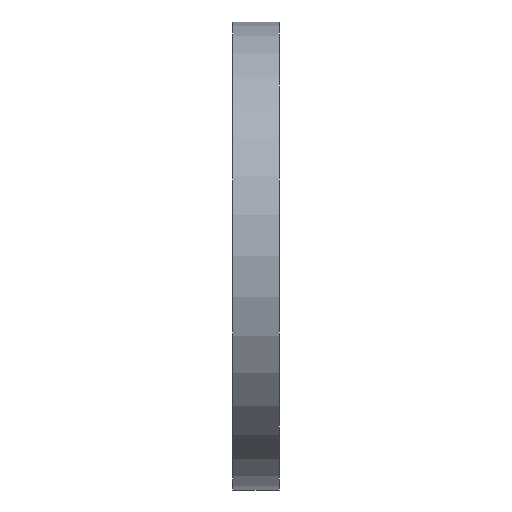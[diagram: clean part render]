
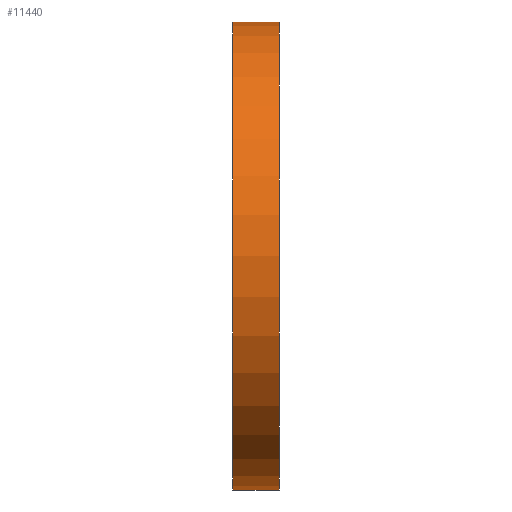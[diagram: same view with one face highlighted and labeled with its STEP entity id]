
A CAD part, left-side view. The second image highlights one B-rep face of the part: STEP entity #11440.
In plain terms, the highlighted cylindrical face has radius 50 mm (diameter 100 mm), a partial arc.
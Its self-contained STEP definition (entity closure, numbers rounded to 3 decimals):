
#149 = EDGE_LOOP ( 'NONE', ( #6434, #7269, #1961, #8708 ) ) ;
#303 = EDGE_CURVE ( 'NONE', #12805, #3714, #2028, .T. ) ;
#480 = EDGE_CURVE ( 'NONE', #10909, #3369, #6032, .T. ) ;
#1184 = AXIS2_PLACEMENT_3D ( 'NONE', #1274, #6658, #2559 ) ;
#1274 = CARTESIAN_POINT ( 'NONE',  ( 0., 0., 0. ) ) ;
#1961 = ORIENTED_EDGE ( 'NONE', *, *, #2764, .T. ) ;
#1967 = DIRECTION ( 'NONE',  ( 0., -1., 0. ) ) ;
#2028 = CIRCLE ( 'NONE', #11766, 50. ) ;
#2308 = LINE ( 'NONE', #12343, #10709 ) ;
#2559 = DIRECTION ( 'NONE',  ( 0., 0., 1. ) ) ;
#2764 = EDGE_CURVE ( 'NONE', #12805, #10909, #2308, .T. ) ;
#2942 = VECTOR ( 'NONE', #1967, 1000. ) ;
#3369 = VERTEX_POINT ( 'NONE', #6774 ) ;
#3580 = LINE ( 'NONE', #5015, #2942 ) ;
#3714 = VERTEX_POINT ( 'NONE', #9599 ) ;
#4949 = CARTESIAN_POINT ( 'NONE',  ( 0., 10., -50. ) ) ;
#4981 = CARTESIAN_POINT ( 'NONE',  ( 0., 10., 0. ) ) ;
#5015 = CARTESIAN_POINT ( 'NONE',  ( 0., 10., 50. ) ) ;
#5338 = EDGE_CURVE ( 'NONE', #3714, #3369, #3580, .T. ) ;
#6032 = CIRCLE ( 'NONE', #1184, 50. ) ;
#6139 = DIRECTION ( 'NONE',  ( 0., -1., 0. ) ) ;
#6371 = CARTESIAN_POINT ( 'NONE',  ( 0., 0., -50. ) ) ;
#6434 = ORIENTED_EDGE ( 'NONE', *, *, #5338, .F. ) ;
#6658 = DIRECTION ( 'NONE',  ( 0., 1., 0. ) ) ;
#6774 = CARTESIAN_POINT ( 'NONE',  ( 0., 0., 50. ) ) ;
#7269 = ORIENTED_EDGE ( 'NONE', *, *, #303, .F. ) ;
#7564 = AXIS2_PLACEMENT_3D ( 'NONE', #12865, #7926, #9097 ) ;
#7926 = DIRECTION ( 'NONE',  ( 0., -1., 0. ) ) ;
#8708 = ORIENTED_EDGE ( 'NONE', *, *, #480, .T. ) ;
#9097 = DIRECTION ( 'NONE',  ( 0., 0., -1. ) ) ;
#9599 = CARTESIAN_POINT ( 'NONE',  ( 0., 10., 50. ) ) ;
#10143 = DIRECTION ( 'NONE',  ( 0., 1., 0. ) ) ;
#10184 = DIRECTION ( 'NONE',  ( 0., 0., 1. ) ) ;
#10416 = CYLINDRICAL_SURFACE ( 'NONE', #7564, 50. ) ;
#10709 = VECTOR ( 'NONE', #6139, 1000. ) ;
#10909 = VERTEX_POINT ( 'NONE', #6371 ) ;
#11440 = ADVANCED_FACE ( 'NONE', ( #13030 ), #10416, .T. ) ;
#11766 = AXIS2_PLACEMENT_3D ( 'NONE', #4981, #10143, #10184 ) ;
#12343 = CARTESIAN_POINT ( 'NONE',  ( 0., 10., -50. ) ) ;
#12805 = VERTEX_POINT ( 'NONE', #4949 ) ;
#12865 = CARTESIAN_POINT ( 'NONE',  ( 0., 10., 0. ) ) ;
#13030 = FACE_OUTER_BOUND ( 'NONE', #149, .T. ) ;
